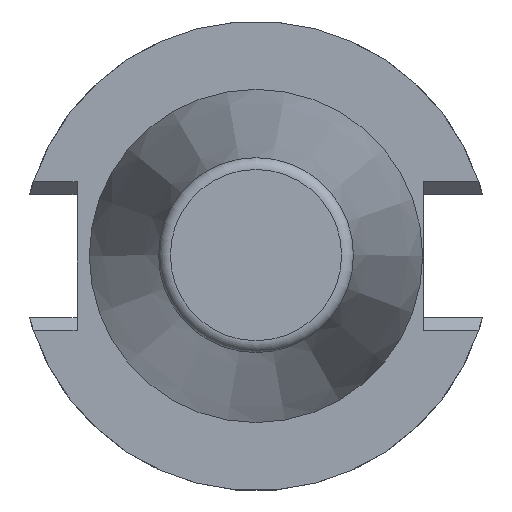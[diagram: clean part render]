
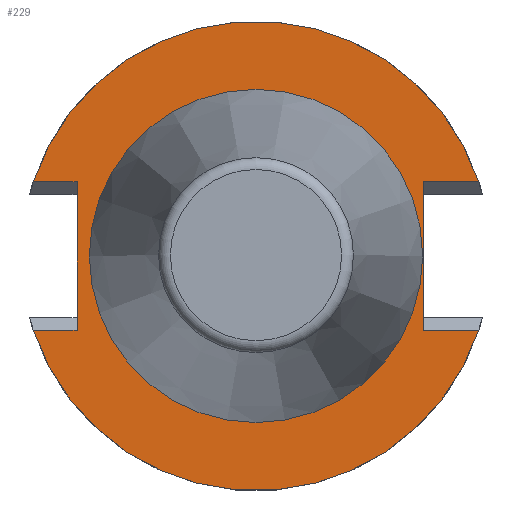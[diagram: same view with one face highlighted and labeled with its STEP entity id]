
A CAD part, top view. The second image highlights one B-rep face of the part: STEP entity #229.
In plain terms, the highlighted planar face has unit normal (0, 0, 1).
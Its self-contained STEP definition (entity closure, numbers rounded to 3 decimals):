
#50=PLANE('',#856);
#117=LINE('',#1286,#162);
#119=LINE('',#1290,#164);
#122=LINE('',#1295,#167);
#123=LINE('',#1297,#168);
#134=LINE('',#1318,#179);
#135=LINE('',#1320,#180);
#162=VECTOR('',#1014,1.);
#164=VECTOR('',#1018,1.);
#167=VECTOR('',#1023,1.);
#168=VECTOR('',#1026,1.);
#179=VECTOR('',#1045,1.);
#180=VECTOR('',#1048,1.);
#229=ADVANCED_FACE('CU_FL_SU_5',(#267,#268),#50,.F.);
#267=FACE_BOUND('',#334,.T.);
#268=FACE_BOUND('',#335,.T.);
#334=EDGE_LOOP('',(#519));
#335=EDGE_LOOP('',(#520,#521,#522,#523,#524,#525,#526,#527));
#519=ORIENTED_EDGE('',*,*,#714,.F.);
#520=ORIENTED_EDGE('',*,*,#712,.T.);
#521=ORIENTED_EDGE('',*,*,#713,.T.);
#522=ORIENTED_EDGE('',*,*,#701,.T.);
#523=ORIENTED_EDGE('',*,*,#642,.F.);
#524=ORIENTED_EDGE('',*,*,#700,.F.);
#525=ORIENTED_EDGE('',*,*,#697,.F.);
#526=ORIENTED_EDGE('',*,*,#695,.F.);
#527=ORIENTED_EDGE('',*,*,#692,.F.);
#570=VERTEX_POINT('',#1153);
#572=VERTEX_POINT('',#1156);
#608=VERTEX_POINT('',#1280);
#609=VERTEX_POINT('',#1282);
#610=VERTEX_POINT('',#1287);
#611=VERTEX_POINT('',#1291);
#612=VERTEX_POINT('',#1298);
#617=VERTEX_POINT('',#1317);
#618=VERTEX_POINT('',#1323);
#642=EDGE_CURVE('',#570,#572,#736,.T.);
#692=EDGE_CURVE('',#608,#609,#751,.T.);
#695=EDGE_CURVE('',#609,#610,#117,.T.);
#697=EDGE_CURVE('',#610,#611,#119,.T.);
#700=EDGE_CURVE('',#611,#570,#122,.T.);
#701=EDGE_CURVE('',#612,#572,#123,.T.);
#712=EDGE_CURVE('',#608,#617,#134,.T.);
#713=EDGE_CURVE('',#617,#612,#135,.T.);
#714=EDGE_CURVE('',#618,#618,#752,.T.);
#736=CIRCLE('',#811,49.2);
#751=CIRCLE('',#843,49.2);
#752=CIRCLE('',#855,34.625);
#811=AXIS2_PLACEMENT_3D('',#1155,#918,#919);
#843=AXIS2_PLACEMENT_3D('',#1281,#1007,#1008);
#855=AXIS2_PLACEMENT_3D('',#1322,#1051,#1052);
#856=AXIS2_PLACEMENT_3D('',#1324,#1053,#1054);
#918=DIRECTION('',(0.,0.,-1.));
#919=DIRECTION('',(-1.,0.,0.));
#1007=DIRECTION('',(0.,0.,-1.));
#1008=DIRECTION('',(-1.,0.,0.));
#1014=DIRECTION('',(1.,0.,0.));
#1018=DIRECTION('',(0.,1.,0.));
#1023=DIRECTION('',(-1.,0.,0.));
#1026=DIRECTION('',(1.,0.,0.));
#1045=DIRECTION('',(-1.,0.,0.));
#1048=DIRECTION('',(0.,1.,0.));
#1051=DIRECTION('',(0.,0.,1.));
#1052=DIRECTION('',(-1.,0.,0.));
#1053=DIRECTION('',(0.,0.,-1.));
#1054=DIRECTION('',(-1.,0.,0.));
#1153=CARTESIAN_POINT('',(-46.66,15.603,-1.5));
#1155=CARTESIAN_POINT('',(0.,0.,-1.5));
#1156=CARTESIAN_POINT('',(46.66,15.603,-1.5));
#1280=CARTESIAN_POINT('',(46.66,-15.603,-1.5));
#1281=CARTESIAN_POINT('',(0.,0.,-1.5));
#1282=CARTESIAN_POINT('',(-46.66,-15.603,-1.5));
#1286=CARTESIAN_POINT('',(0.,-15.603,-1.5));
#1287=CARTESIAN_POINT('',(-37.5,-15.603,-1.5));
#1290=CARTESIAN_POINT('',(-37.5,34.625,-1.5));
#1291=CARTESIAN_POINT('',(-37.5,15.603,-1.5));
#1295=CARTESIAN_POINT('',(0.,15.603,-1.5));
#1297=CARTESIAN_POINT('',(0.,15.603,-1.5));
#1298=CARTESIAN_POINT('',(35.1,15.603,-1.5));
#1317=CARTESIAN_POINT('',(35.1,-15.603,-1.5));
#1318=CARTESIAN_POINT('',(0.,-15.603,-1.5));
#1320=CARTESIAN_POINT('',(35.1,34.625,-1.5));
#1322=CARTESIAN_POINT('',(0.,0.,-1.5));
#1323=CARTESIAN_POINT('',(-34.625,0.,-1.5));
#1324=CARTESIAN_POINT('',(0.,34.625,-1.5));
